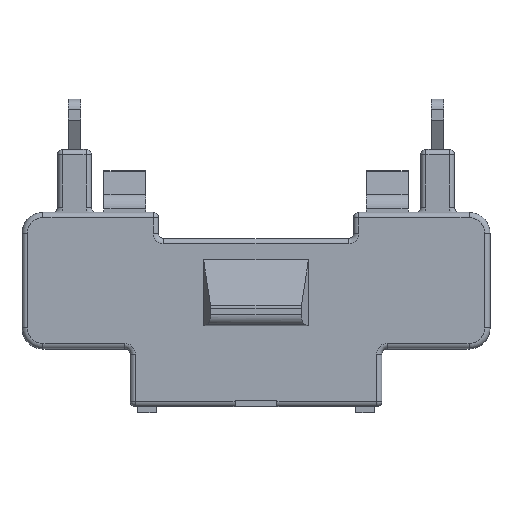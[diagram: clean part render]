
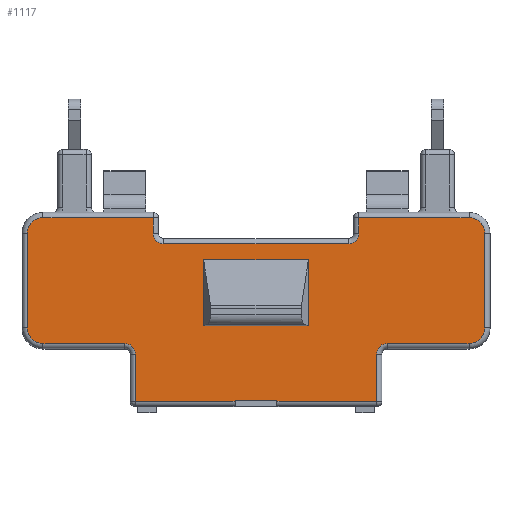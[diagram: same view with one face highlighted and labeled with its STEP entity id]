
A CAD part, top view. The second image highlights one B-rep face of the part: STEP entity #1117.
In plain terms, the highlighted planar face has unit normal (0, 0, 1).
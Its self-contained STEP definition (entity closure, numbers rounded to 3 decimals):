
#55=FACE_BOUND('',#1555,.T.);
#56=FACE_BOUND('',#1556,.T.);
#73=PLANE('',#4414);
#330=LINE('',#6389,#744);
#331=LINE('',#6392,#745);
#332=LINE('',#6394,#746);
#333=LINE('',#6396,#747);
#334=LINE('',#6398,#748);
#335=LINE('',#6400,#749);
#336=LINE('',#6404,#750);
#337=LINE('',#6408,#751);
#338=LINE('',#6412,#752);
#339=LINE('',#6414,#753);
#340=LINE('',#6418,#754);
#341=LINE('',#6422,#755);
#342=LINE('',#6424,#756);
#343=LINE('',#6428,#757);
#344=LINE('',#6432,#758);
#345=LINE('',#6436,#759);
#346=LINE('',#6437,#760);
#347=LINE('',#6440,#761);
#348=LINE('',#6442,#762);
#349=LINE('',#6444,#763);
#744=VECTOR('',#5036,1.);
#745=VECTOR('',#5037,1.);
#746=VECTOR('',#5038,1.);
#747=VECTOR('',#5039,1.);
#748=VECTOR('',#5040,1.);
#749=VECTOR('',#5041,1.);
#750=VECTOR('',#5044,1.);
#751=VECTOR('',#5047,1.);
#752=VECTOR('',#5050,1.);
#753=VECTOR('',#5051,1.);
#754=VECTOR('',#5054,1.);
#755=VECTOR('',#5057,1.);
#756=VECTOR('',#5058,1.);
#757=VECTOR('',#5061,1.);
#758=VECTOR('',#5064,1.);
#759=VECTOR('',#5067,1.);
#760=VECTOR('',#5068,1.);
#761=VECTOR('',#5069,1.);
#762=VECTOR('',#5070,1.);
#763=VECTOR('',#5071,1.);
#1117=ADVANCED_FACE('',(#55,#56),#73,.T.);
#1555=EDGE_LOOP('',(#2154,#2155,#2156,#2157,#2158,#2159,#2160,#2161,#2162,
#2163,#2164,#2165,#2166,#2167,#2168,#2169,#2170,#2171,#2172,#2173,#2174,
#2175,#2176,#2177));
#1556=EDGE_LOOP('',(#2178,#2179,#2180,#2181));
#1779=CIRCLE('',#4406,1.);
#1780=CIRCLE('',#4407,1.5);
#1781=CIRCLE('',#4408,1.5);
#1782=CIRCLE('',#4409,1.);
#1783=CIRCLE('',#4410,1.);
#1784=CIRCLE('',#4411,1.5);
#1785=CIRCLE('',#4412,1.5);
#1786=CIRCLE('',#4413,1.);
#2154=ORIENTED_EDGE('',*,*,#3771,.F.);
#2155=ORIENTED_EDGE('',*,*,#3772,.T.);
#2156=ORIENTED_EDGE('',*,*,#3773,.T.);
#2157=ORIENTED_EDGE('',*,*,#3774,.T.);
#2158=ORIENTED_EDGE('',*,*,#3775,.F.);
#2159=ORIENTED_EDGE('',*,*,#3776,.F.);
#2160=ORIENTED_EDGE('',*,*,#3777,.F.);
#2161=ORIENTED_EDGE('',*,*,#3778,.F.);
#2162=ORIENTED_EDGE('',*,*,#3779,.F.);
#2163=ORIENTED_EDGE('',*,*,#3780,.F.);
#2164=ORIENTED_EDGE('',*,*,#3781,.F.);
#2165=ORIENTED_EDGE('',*,*,#3782,.F.);
#2166=ORIENTED_EDGE('',*,*,#3783,.F.);
#2167=ORIENTED_EDGE('',*,*,#3784,.F.);
#2168=ORIENTED_EDGE('',*,*,#3785,.F.);
#2169=ORIENTED_EDGE('',*,*,#3786,.F.);
#2170=ORIENTED_EDGE('',*,*,#3787,.F.);
#2171=ORIENTED_EDGE('',*,*,#3788,.F.);
#2172=ORIENTED_EDGE('',*,*,#3789,.F.);
#2173=ORIENTED_EDGE('',*,*,#3790,.F.);
#2174=ORIENTED_EDGE('',*,*,#3791,.F.);
#2175=ORIENTED_EDGE('',*,*,#3792,.F.);
#2176=ORIENTED_EDGE('',*,*,#3793,.F.);
#2177=ORIENTED_EDGE('',*,*,#3794,.F.);
#2178=ORIENTED_EDGE('',*,*,#3795,.T.);
#2179=ORIENTED_EDGE('',*,*,#3796,.T.);
#2180=ORIENTED_EDGE('',*,*,#3797,.T.);
#2181=ORIENTED_EDGE('',*,*,#3798,.T.);
#3276=VERTEX_POINT('',#6390);
#3277=VERTEX_POINT('',#6391);
#3278=VERTEX_POINT('',#6393);
#3279=VERTEX_POINT('',#6395);
#3280=VERTEX_POINT('',#6397);
#3281=VERTEX_POINT('',#6399);
#3282=VERTEX_POINT('',#6401);
#3283=VERTEX_POINT('',#6403);
#3284=VERTEX_POINT('',#6405);
#3285=VERTEX_POINT('',#6407);
#3286=VERTEX_POINT('',#6409);
#3287=VERTEX_POINT('',#6411);
#3288=VERTEX_POINT('',#6413);
#3289=VERTEX_POINT('',#6415);
#3290=VERTEX_POINT('',#6417);
#3291=VERTEX_POINT('',#6419);
#3292=VERTEX_POINT('',#6421);
#3293=VERTEX_POINT('',#6423);
#3294=VERTEX_POINT('',#6425);
#3295=VERTEX_POINT('',#6427);
#3296=VERTEX_POINT('',#6429);
#3297=VERTEX_POINT('',#6431);
#3298=VERTEX_POINT('',#6433);
#3299=VERTEX_POINT('',#6435);
#3300=VERTEX_POINT('',#6438);
#3301=VERTEX_POINT('',#6439);
#3302=VERTEX_POINT('',#6441);
#3303=VERTEX_POINT('',#6443);
#3771=EDGE_CURVE('',#3276,#3277,#330,.T.);
#3772=EDGE_CURVE('',#3276,#3278,#331,.T.);
#3773=EDGE_CURVE('',#3278,#3279,#332,.T.);
#3774=EDGE_CURVE('',#3279,#3280,#333,.T.);
#3775=EDGE_CURVE('',#3281,#3280,#334,.T.);
#3776=EDGE_CURVE('',#3282,#3281,#335,.T.);
#3777=EDGE_CURVE('',#3283,#3282,#1779,.T.);
#3778=EDGE_CURVE('',#3284,#3283,#336,.T.);
#3779=EDGE_CURVE('',#3285,#3284,#1780,.T.);
#3780=EDGE_CURVE('',#3286,#3285,#337,.T.);
#3781=EDGE_CURVE('',#3287,#3286,#1781,.T.);
#3782=EDGE_CURVE('',#3288,#3287,#338,.T.);
#3783=EDGE_CURVE('',#3289,#3288,#339,.T.);
#3784=EDGE_CURVE('',#3290,#3289,#1782,.T.);
#3785=EDGE_CURVE('',#3291,#3290,#340,.T.);
#3786=EDGE_CURVE('',#3292,#3291,#1783,.T.);
#3787=EDGE_CURVE('',#3293,#3292,#341,.T.);
#3788=EDGE_CURVE('',#3294,#3293,#342,.T.);
#3789=EDGE_CURVE('',#3295,#3294,#1784,.T.);
#3790=EDGE_CURVE('',#3296,#3295,#343,.T.);
#3791=EDGE_CURVE('',#3297,#3296,#1785,.T.);
#3792=EDGE_CURVE('',#3298,#3297,#344,.T.);
#3793=EDGE_CURVE('',#3299,#3298,#1786,.T.);
#3794=EDGE_CURVE('',#3277,#3299,#345,.T.);
#3795=EDGE_CURVE('',#3300,#3301,#346,.T.);
#3796=EDGE_CURVE('',#3301,#3302,#347,.T.);
#3797=EDGE_CURVE('',#3302,#3303,#348,.T.);
#3798=EDGE_CURVE('',#3303,#3300,#349,.T.);
#4406=AXIS2_PLACEMENT_3D('',#6402,#5042,#5043);
#4407=AXIS2_PLACEMENT_3D('',#6406,#5045,#5046);
#4408=AXIS2_PLACEMENT_3D('',#6410,#5048,#5049);
#4409=AXIS2_PLACEMENT_3D('',#6416,#5052,#5053);
#4410=AXIS2_PLACEMENT_3D('',#6420,#5055,#5056);
#4411=AXIS2_PLACEMENT_3D('',#6426,#5059,#5060);
#4412=AXIS2_PLACEMENT_3D('',#6430,#5062,#5063);
#4413=AXIS2_PLACEMENT_3D('',#6434,#5065,#5066);
#4414=AXIS2_PLACEMENT_3D('',#6445,#5072,#5073);
#5036=DIRECTION('',(-1.,0.,0.));
#5037=DIRECTION('',(0.,1.,0.));
#5038=DIRECTION('',(1.,0.,0.));
#5039=DIRECTION('',(0.,-1.,0.));
#5040=DIRECTION('',(-1.,0.,0.));
#5041=DIRECTION('',(0.,-1.,0.));
#5042=DIRECTION('',(0.,0.,1.));
#5043=DIRECTION('',(-0.707,0.707,0.));
#5044=DIRECTION('',(-1.,0.,0.));
#5045=DIRECTION('',(0.,0.,-1.));
#5046=DIRECTION('',(0.707,-0.707,0.));
#5047=DIRECTION('',(0.,-1.,0.));
#5048=DIRECTION('',(0.,0.,-1.));
#5049=DIRECTION('',(0.707,0.707,0.));
#5050=DIRECTION('',(1.,0.,0.));
#5051=DIRECTION('',(0.,1.,0.));
#5052=DIRECTION('',(0.,0.,1.));
#5053=DIRECTION('',(0.707,-0.707,0.));
#5054=DIRECTION('',(1.,0.,0.));
#5055=DIRECTION('',(0.,0.,1.));
#5056=DIRECTION('',(-0.707,-0.707,0.));
#5057=DIRECTION('',(0.,-1.,0.));
#5058=DIRECTION('',(1.,0.,0.));
#5059=DIRECTION('',(0.,0.,-1.));
#5060=DIRECTION('',(-0.707,0.707,0.));
#5061=DIRECTION('',(0.,1.,0.));
#5062=DIRECTION('',(0.,0.,-1.));
#5063=DIRECTION('',(-0.707,-0.707,0.));
#5064=DIRECTION('',(-1.,0.,0.));
#5065=DIRECTION('',(0.,0.,1.));
#5066=DIRECTION('',(0.707,0.707,0.));
#5067=DIRECTION('',(0.,1.,0.));
#5068=DIRECTION('',(0.,1.,0.));
#5069=DIRECTION('',(1.,0.,0.));
#5070=DIRECTION('',(0.,-1.,0.));
#5071=DIRECTION('',(-1.,0.,0.));
#5072=DIRECTION('',(0.,0.,1.));
#5073=DIRECTION('',(-1.,0.,0.));
#6389=CARTESIAN_POINT('',(6.,-5.,5.6));
#6390=CARTESIAN_POINT('',(-2.,-5.,5.6));
#6391=CARTESIAN_POINT('',(-11.5,-5.,5.6));
#6392=CARTESIAN_POINT('',(-2.,0.65,5.6));
#6393=CARTESIAN_POINT('',(-2.,-4.9,5.6));
#6394=CARTESIAN_POINT('',(0.,-4.9,5.6));
#6395=CARTESIAN_POINT('',(2.,-4.9,5.6));
#6396=CARTESIAN_POINT('',(2.,0.65,5.6));
#6397=CARTESIAN_POINT('',(2.,-5.,5.6));
#6398=CARTESIAN_POINT('',(6.,-5.,5.6));
#6399=CARTESIAN_POINT('',(11.5,-5.,5.6));
#6400=CARTESIAN_POINT('',(11.5,3.25,5.6));
#6401=CARTESIAN_POINT('',(11.5,-0.5,5.6));
#6402=CARTESIAN_POINT('',(12.5,-0.5,5.6));
#6403=CARTESIAN_POINT('',(12.5,0.5,5.6));
#6404=CARTESIAN_POINT('',(11.15,0.5,5.6));
#6405=CARTESIAN_POINT('',(20.3,0.5,5.6));
#6406=CARTESIAN_POINT('',(20.3,2.,5.6));
#6407=CARTESIAN_POINT('',(21.8,2.,5.6));
#6408=CARTESIAN_POINT('',(21.8,9.75,5.6));
#6409=CARTESIAN_POINT('',(21.8,11.,5.6));
#6410=CARTESIAN_POINT('',(20.3,11.,5.6));
#6411=CARTESIAN_POINT('',(20.3,12.5,5.6));
#6412=CARTESIAN_POINT('',(-11.15,12.5,5.6));
#6413=CARTESIAN_POINT('',(9.8,12.5,5.6));
#6414=CARTESIAN_POINT('',(9.8,9.75,5.6));
#6415=CARTESIAN_POINT('',(9.8,11.,5.6));
#6416=CARTESIAN_POINT('',(8.8,11.,5.6));
#6417=CARTESIAN_POINT('',(8.8,10.,5.6));
#6418=CARTESIAN_POINT('',(4.65,10.,5.6));
#6419=CARTESIAN_POINT('',(-8.8,10.,5.6));
#6420=CARTESIAN_POINT('',(-8.8,11.,5.6));
#6421=CARTESIAN_POINT('',(-9.8,11.,5.6));
#6422=CARTESIAN_POINT('',(-9.8,8.5,5.6));
#6423=CARTESIAN_POINT('',(-9.8,12.5,5.6));
#6424=CARTESIAN_POINT('',(-11.15,12.5,5.6));
#6425=CARTESIAN_POINT('',(-20.3,12.5,5.6));
#6426=CARTESIAN_POINT('',(-20.3,11.,5.6));
#6427=CARTESIAN_POINT('',(-21.8,11.,5.6));
#6428=CARTESIAN_POINT('',(-21.8,3.25,5.6));
#6429=CARTESIAN_POINT('',(-21.8,2.,5.6));
#6430=CARTESIAN_POINT('',(-20.3,2.,5.6));
#6431=CARTESIAN_POINT('',(-20.3,0.5,5.6));
#6432=CARTESIAN_POINT('',(11.15,0.5,5.6));
#6433=CARTESIAN_POINT('',(-12.5,0.5,5.6));
#6434=CARTESIAN_POINT('',(-12.5,-0.5,5.6));
#6435=CARTESIAN_POINT('',(-11.5,-0.5,5.6));
#6436=CARTESIAN_POINT('',(-11.5,0.5,5.6));
#6437=CARTESIAN_POINT('',(-5.,5.864,5.6));
#6438=CARTESIAN_POINT('',(-5.,2.178,5.6));
#6439=CARTESIAN_POINT('',(-5.,8.478,5.6));
#6440=CARTESIAN_POINT('',(0.,8.478,5.6));
#6441=CARTESIAN_POINT('',(5.,8.478,5.6));
#6442=CARTESIAN_POINT('',(5.,5.864,5.6));
#6443=CARTESIAN_POINT('',(5.,2.178,5.6));
#6444=CARTESIAN_POINT('',(0.,2.178,5.6));
#6445=CARTESIAN_POINT('',(0.,6.5,5.6));
